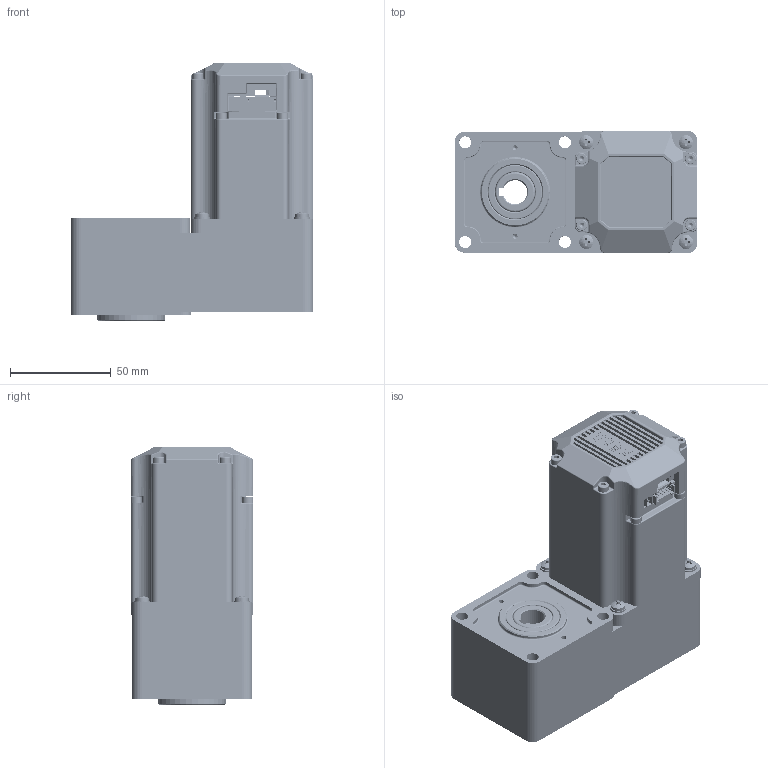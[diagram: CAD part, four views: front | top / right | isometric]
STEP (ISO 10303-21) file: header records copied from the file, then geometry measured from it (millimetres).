
FILE_DESCRIPTION (( 'STEP AP214' ), '1' );
FILE_NAME ('MD60BLS84-24-00930-1R-2GNXXL.STEP', '2022-06-24T06:25:42', ( '' ), ( '' ), 'SwSTEP 2.0', 'SolidWorks 2020', '' );
FILE_SCHEMA (( 'AUTOMOTIVE_DESIGN' ));
Length unit declared in the file: millimetre
Products named in the file (18): 傷赽郪磁苤2+12; Z2BLD30ヶ傷裔; 傷赽郪磁6+6; ZD萇儂60; Z2BLD30  L笢諾粣; Z2BLD30 L倰熬厒儂; plain washers for clevis pins gb_GB_ROUND_WASHERS_TYPE7 4; MD60BLS84-24-00930-1R-2GNXXL; Z2BLD30晤鎢ん綴欶2022.05.30; 傷赽2苤源; hexagon socket head cap screws gb_GB_FASTENER_SCREWS_HSHCS M3X25-S; Z2BLD30 L倰熬厒儂蚾饜极; 傷赽12; Z2BLD30綴傷裔2022.05.30.step; cross recessed pan head screws gb_GB_CROSS_SCREWS_TYPE1 M3.5X25-25  H type-N; 傷赽6; PCB°å49; Z2BLD30密封圈
Assembly tree (37 placements, depth 3):
  MD60BLS84-24-00930-1R-2GNXXL
    Z2BLD30綴傷裔2022.05.30.step
    ZD萇儂60
    Z2BLD30 L倰熬厒儂蚾饜极
      Z2BLD30 L倰熬厒儂
      Z2BLD30ヶ傷裔
      Z2BLD30  L笢諾粣
      Z2BLD30密封圈  x2
    傷赽郪磁6+6
      傷赽6  x2
    傷赽郪磁苤2+12
      傷赽2苤源
      傷赽12
    PCB°å49  x2
    Z2BLD30晤鎢ん綴欶2022.05.30
    cross recessed pan head screws gb_GB_CROSS_SCREWS_TYPE1 M3.5X25-25  H type-N  x4
    hexagon socket head cap screws gb_GB_FASTENER_SCREWS_HSHCS M3X25-S  x12
    plain washers for clevis pins gb_GB_ROUND_WASHERS_TYPE7 4  x4
Bounding box: 120.5 x 60.89 x 127.8 mm (x, y, z)
Volume: 505390.4 mm3; surface area: 127508.3 mm2
Topology: 36 solids, 36 shells, 5801 faces, 12582 edges, 6886 vertices
Faces by surface type: cone 2724, cylinder 1793, plane 979, bspline 149, torus 120, sphere 36
Entity records: 56852 total; most frequent: CARTESIAN_POINT 14510, ORIENTED_EDGE 8610, DIRECTION 8574, EDGE_CURVE 4305, AXIS2_PLACEMENT_3D 2960, VECTOR 2654, LINE 2654, VERTEX_POINT 2645
